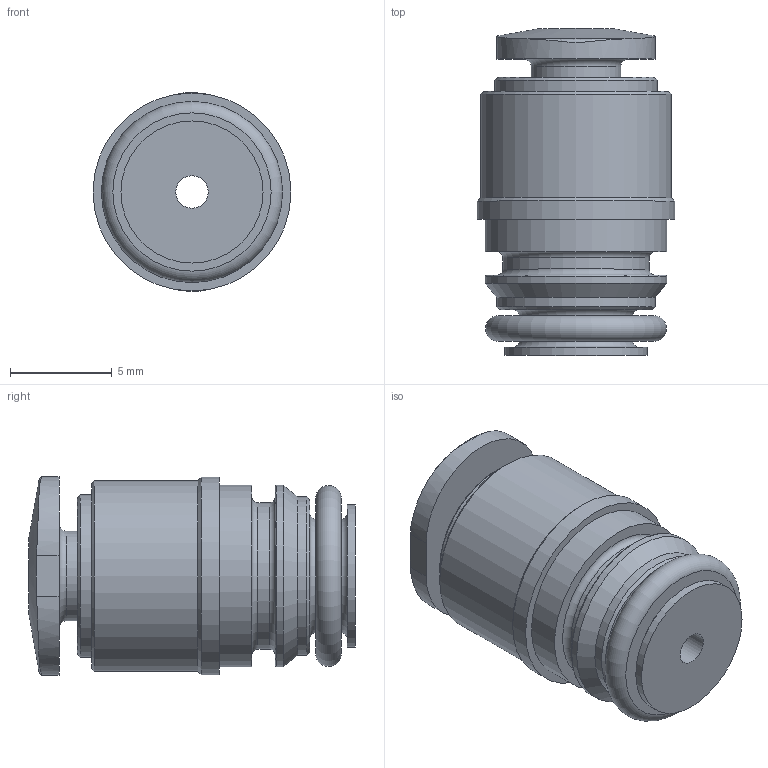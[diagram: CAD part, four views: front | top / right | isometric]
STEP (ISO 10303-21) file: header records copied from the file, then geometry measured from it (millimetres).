
FILE_DESCRIPTION(/* description */ ('STEP AP214'),/* implementation_level */ '2;1');
FILE_NAME(/* name */ '132621_QSPKG10-3',/* time_stamp */ '2024-09-14T14:27:23+02:00',/* author */ ('License CC BY-ND 4.0'),/* organization */ ('CADENAS'),/* preprocessor_version */ 'ST-DEVELOPER v19.3',/* originating_system */ 'PARTsolutions',/* authorisation */ ' ');
FILE_SCHEMA (('AUTOMOTIVE_DESIGN {1 0 10303 214 3 1 1}'));
Length unit declared in the file: millimetre
Products named in the file (1): 132621 QSPKG10-3
Bounding box: 9.75 x 16.1 x 9.8 mm (x, y, z)
Volume: 823.8 mm3; surface area: 905.1 mm2
Topology: 1 solids, 1 shells, 47 faces, 91 edges, 56 vertices
Faces by surface type: cylinder 15, plane 14, torus 12, cone 6
Full cylindrical faces by diameter (mm): 1.6 x1, 3 x1, 4.4 x1, 5.6 x2, 7 x1, 7.2 x1, 7.8 x1, 8 x1, 8.93 x2, 9.4 x1, 9.75 x1
Entity records: 1402 total; most frequent: CARTESIAN_POINT 192, DIRECTION 190, ORIENTED_EDGE 120, AXIS2_PLACEMENT_3D 92, EDGE_LOOP 88, FACE_BOUND 88, EDGE_CURVE 60, VERTEX_POINT 54
